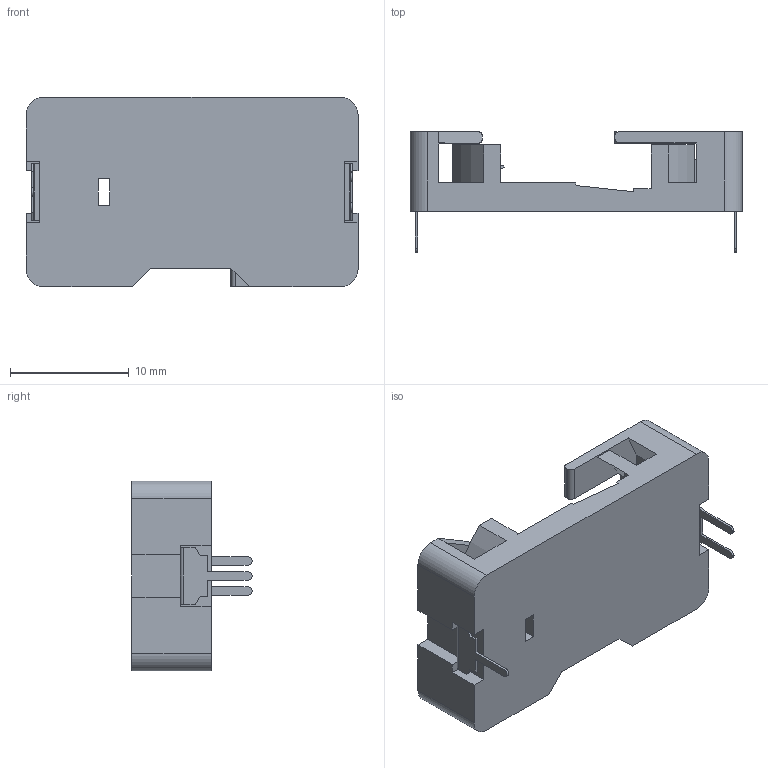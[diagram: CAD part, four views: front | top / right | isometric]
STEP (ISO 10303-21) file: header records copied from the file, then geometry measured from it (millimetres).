
FILE_DESCRIPTION (( 'STEP AP214' ), '1' );
FILE_NAME ('BA2032.STEP', '2019-09-24T21:19:13', ( '' ), ( '' ), 'SwSTEP 2.0', 'SolidWorks 2017', '' );
FILE_SCHEMA (( 'AUTOMOTIVE_DESIGN' ));
Length unit declared in the file: millimetre
Products named in the file (1): BA2032
Bounding box: 28 x 10.15 x 16 mm (x, y, z)
Volume: 1286 mm3; surface area: 2096 mm2
Topology: 6 solids, 6 shells, 210 faces, 576 edges, 380 vertices
Faces by surface type: plane 163, cylinder 43, sphere 4
Entity records: 6682 total; most frequent: CARTESIAN_POINT 1173, ORIENTED_EDGE 1152, DIRECTION 1091, EDGE_CURVE 576, VECTOR 479, LINE 479, VERTEX_POINT 380, AXIS2_PLACEMENT_3D 306
